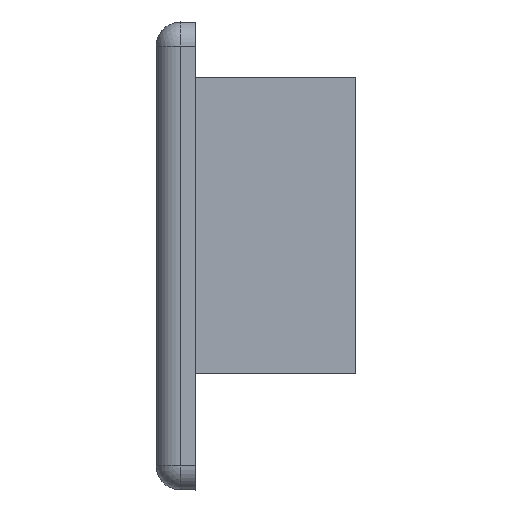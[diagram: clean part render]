
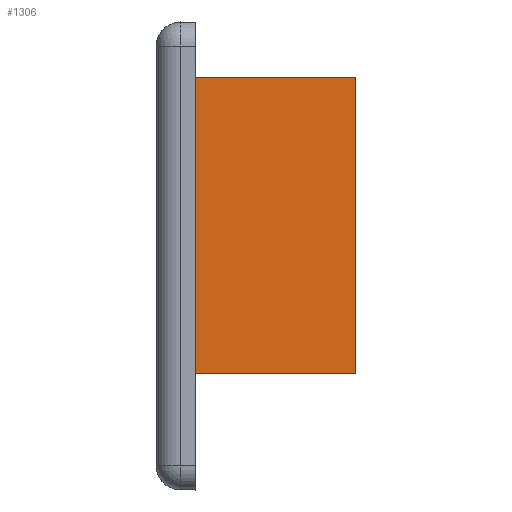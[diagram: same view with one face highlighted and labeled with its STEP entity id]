
A CAD part, left-side view. The second image highlights one B-rep face of the part: STEP entity #1306.
In plain terms, the highlighted face is planar.
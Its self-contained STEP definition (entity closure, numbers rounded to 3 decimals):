
#82=PLANE('',#1426);
#121=LINE('',#2216,#241);
#184=LINE('',#2384,#304);
#186=LINE('',#2393,#306);
#187=LINE('',#2394,#307);
#241=VECTOR('',#1565,10.);
#304=VECTOR('',#1712,10.);
#306=VECTOR('',#1722,10.);
#307=VECTOR('',#1723,10.);
#413=FACE_OUTER_BOUND('',#503,.T.);
#503=EDGE_LOOP('',(#1140,#1141,#1142,#1143));
#631=VERTEX_POINT('',#2210);
#633=VERTEX_POINT('',#2214);
#678=VERTEX_POINT('',#2382);
#681=VERTEX_POINT('',#2392);
#764=EDGE_CURVE('',#633,#631,#121,.T.);
#839=EDGE_CURVE('',#633,#678,#184,.T.);
#843=EDGE_CURVE('',#681,#678,#186,.T.);
#844=EDGE_CURVE('',#631,#681,#187,.T.);
#1140=ORIENTED_EDGE('',*,*,#839,.T.);
#1141=ORIENTED_EDGE('',*,*,#843,.F.);
#1142=ORIENTED_EDGE('',*,*,#844,.F.);
#1143=ORIENTED_EDGE('',*,*,#764,.F.);
#1306=ADVANCED_FACE('',(#413),#82,.T.);
#1426=AXIS2_PLACEMENT_3D('',#2391,#1720,#1721);
#1565=DIRECTION('',(0.,0.,1.));
#1712=DIRECTION('',(0.,1.,0.));
#1720=DIRECTION('center_axis',(1.,0.,0.));
#1721=DIRECTION('ref_axis',(0.,1.,0.));
#1722=DIRECTION('',(0.,0.,-1.));
#1723=DIRECTION('',(0.,1.,0.));
#2210=CARTESIAN_POINT('',(69.8,-3.4,-13.454));
#2214=CARTESIAN_POINT('',(69.8,-3.4,-33.454));
#2216=CARTESIAN_POINT('',(69.8,-3.4,-33.454));
#2382=CARTESIAN_POINT('',(69.8,33.6,-33.454));
#2384=CARTESIAN_POINT('',(69.8,-3.4,-33.454));
#2391=CARTESIAN_POINT('Origin',(69.8,-3.4,-33.454));
#2392=CARTESIAN_POINT('',(69.8,33.6,-13.454));
#2393=CARTESIAN_POINT('',(69.8,33.6,-33.454));
#2394=CARTESIAN_POINT('',(69.8,-3.4,-13.454));
